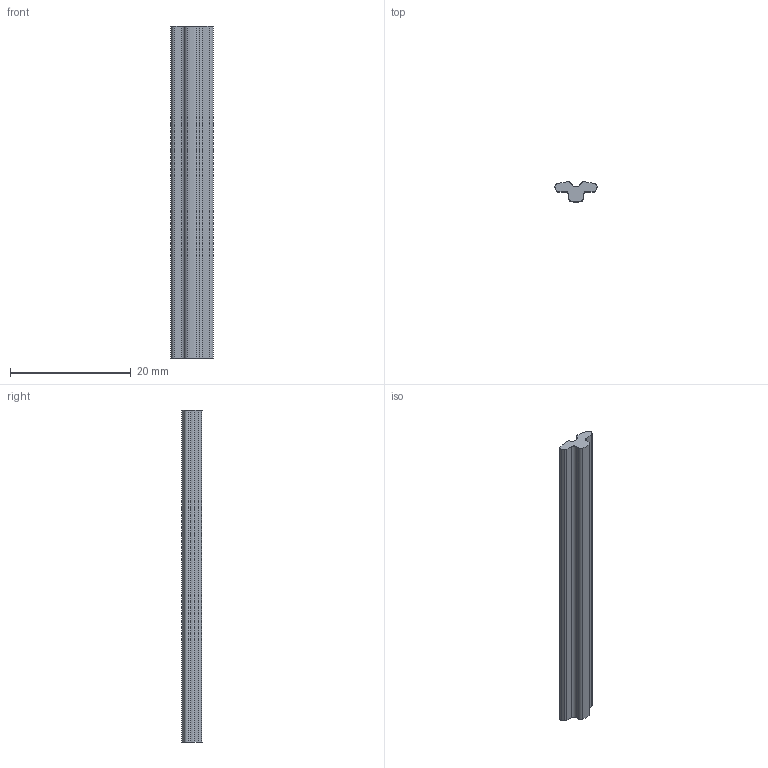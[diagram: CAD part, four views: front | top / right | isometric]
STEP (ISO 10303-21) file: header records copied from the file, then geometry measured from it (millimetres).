
FILE_DESCRIPTION(('FreeCAD Model'),'2;1');
FILE_NAME('Open CASCADE Shape Model','2021-06-29T10:43:10',('Author'),( ''),'Open CASCADE STEP processor 7.5','FreeCAD','Unknown');
FILE_SCHEMA(('AUTOMOTIVE_DESIGN { 1 0 10303 214 1 1 1 1 }'));
Length unit declared in the file: millimetre
Products named in the file (2): Barrota parte grande; Barrote nuevo final001
Assembly tree (1 placements, depth 2):
  Barrota parte grande
    Barrote nuevo final001
Bounding box: 7 x 3.32 x 55 mm (x, y, z)
Volume: 721.5 mm3; surface area: 1051.5 mm2
Topology: 1 solids, 1 shells, 22 faces, 60 edges, 40 vertices
Faces by surface type: cylinder 12, plane 6, bspline 4
Entity records: 1954 total; most frequent: CARTESIAN_POINT 784, DIRECTION 198, ORIENTED_EDGE 120, PCURVE 120, DEFINITIONAL_REPRESENTATION 120, LINE 92, VECTOR 92, EDGE_CURVE 60
